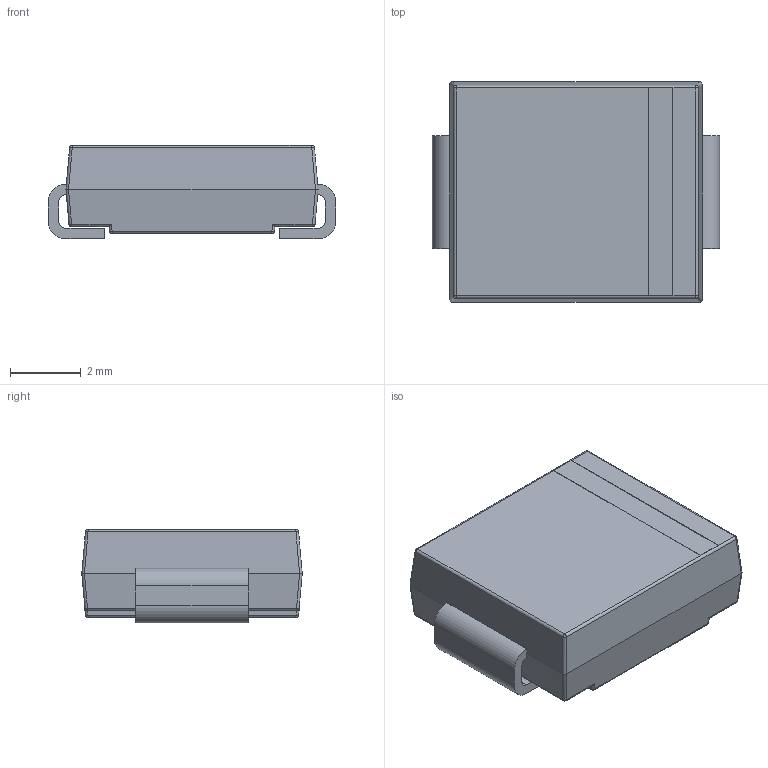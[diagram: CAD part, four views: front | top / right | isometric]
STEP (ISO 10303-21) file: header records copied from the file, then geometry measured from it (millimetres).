
FILE_DESCRIPTION(('FreeCAD Model'),'2;1');
FILE_NAME('DO-214AB.stp', '2017-02-10T17:22:26',('Author'),(''), 'Open CASCADE STEP processor 6.8','FreeCAD','Unknown');
FILE_SCHEMA(('AUTOMOTIVE_DESIGN_CC2 { 1 2 10303 214 -1 1 5 4 }'));
Length unit declared in the file: millimetre
Products named in the file (2): ASSEMBLY; DO-214AB
Assembly tree (1 placements, depth 2):
  ASSEMBLY
    DO-214AB
Bounding box: 8.15 x 6.25 x 2.66 mm (x, y, z)
Volume: 110.6 mm3; surface area: 185.7 mm2
Topology: 1 solids, 1 shells, 84 faces, 214 edges, 120 vertices
Faces by surface type: plane 38, cylinder 34, bspline 12
Entity records: 9734 total; most frequent: CARTESIAN_POINT 5452, DIRECTION 576, ORIENTED_EDGE 404, PCURVE 404, DEFINITIONAL_REPRESENTATION 404, LINE 306, VECTOR 306, B_SPLINE_CURVE_WITH_KNOTS 208
